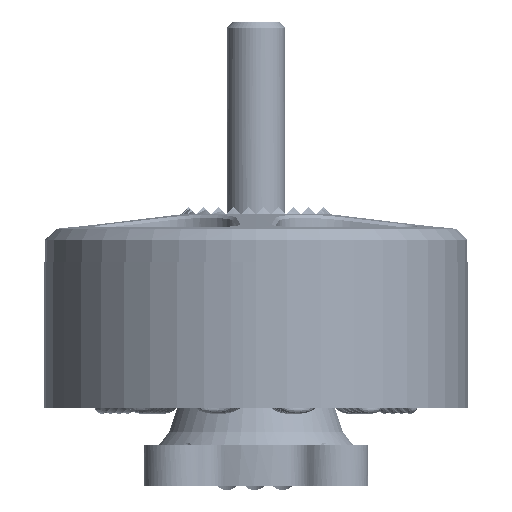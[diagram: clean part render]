
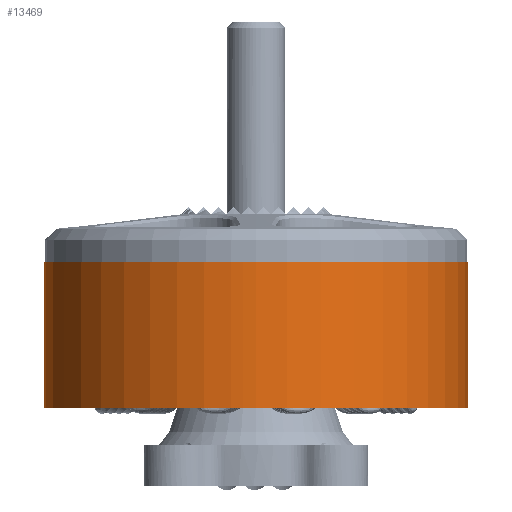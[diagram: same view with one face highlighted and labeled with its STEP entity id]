
A CAD part, front view. The second image highlights one B-rep face of the part: STEP entity #13469.
In plain terms, the highlighted free-form (B-spline) face has degree [2, 1] with [9, 2] control points.
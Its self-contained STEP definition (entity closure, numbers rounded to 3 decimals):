
#13450 = EDGE_CURVE('',#13451,#13451,#13453,.T.);
#13451 = VERTEX_POINT('',#13452);
#13452 = CARTESIAN_POINT('',(-4.05,-48.209,
    -87.));
#13453 = ( BOUNDED_CURVE() B_SPLINE_CURVE(2,(#13454,#13455,#13456,#13457
    ,#13458,#13459,#13460),.UNSPECIFIED.,.T.,.F.) 
B_SPLINE_CURVE_WITH_KNOTS((3,2,2,3),(4.712,6.807,
8.901,10.996),.PIECEWISE_BEZIER_KNOTS.) CURVE() 
GEOMETRIC_REPRESENTATION_ITEM() RATIONAL_B_SPLINE_CURVE((1.,0.5,1.,0.5,
1.,0.5,1.)) REPRESENTATION_ITEM('') );
#13454 = CARTESIAN_POINT('',(-4.05,-48.209,
    -87.));
#13455 = CARTESIAN_POINT('',(24.555,-48.209,
    -87.));
#13456 = CARTESIAN_POINT('',(10.253,-23.436,
    -87.));
#13457 = CARTESIAN_POINT('',(-4.05,1.336,
    -87.));
#13458 = CARTESIAN_POINT('',(-18.353,-23.436,
    -87.));
#13459 = CARTESIAN_POINT('',(-32.655,-48.209,
    -87.));
#13460 = CARTESIAN_POINT('',(-4.05,-48.209,
    -87.));
#13469 = ADVANCED_FACE('',(#13470),#13491,.T.);
#13470 = FACE_BOUND('',#13471,.T.);
#13471 = EDGE_LOOP('',(#13472,#13484,#13489,#13490));
#13472 = ORIENTED_EDGE('',*,*,#13473,.F.);
#13473 = EDGE_CURVE('',#13474,#13474,#13476,.T.);
#13474 = VERTEX_POINT('',#13475);
#13475 = CARTESIAN_POINT('',(-4.05,-48.209,
    -75.66));
#13476 = ( BOUNDED_CURVE() B_SPLINE_CURVE(2,(#13477,#13478,#13479,#13480
    ,#13481,#13482,#13483),.UNSPECIFIED.,.T.,.F.) 
B_SPLINE_CURVE_WITH_KNOTS((3,2,2,3),(4.712,6.807,
8.901,10.996),.PIECEWISE_BEZIER_KNOTS.) CURVE() 
GEOMETRIC_REPRESENTATION_ITEM() RATIONAL_B_SPLINE_CURVE((1.,0.5,1.,0.5,
1.,0.5,1.)) REPRESENTATION_ITEM('') );
#13477 = CARTESIAN_POINT('',(-4.05,-48.209,
    -75.66));
#13478 = CARTESIAN_POINT('',(24.555,-48.209,
    -75.66));
#13479 = CARTESIAN_POINT('',(10.253,-23.436,
    -75.66));
#13480 = CARTESIAN_POINT('',(-4.05,1.336,
    -75.66));
#13481 = CARTESIAN_POINT('',(-18.353,-23.436,
    -75.66));
#13482 = CARTESIAN_POINT('',(-32.655,-48.209,
    -75.66));
#13483 = CARTESIAN_POINT('',(-4.05,-48.209,
    -75.66));
#13484 = ORIENTED_EDGE('',*,*,#13485,.T.);
#13485 = EDGE_CURVE('',#13474,#13451,#13486,.T.);
#13486 = B_SPLINE_CURVE_WITH_KNOTS('',1,(#13487,#13488),.UNSPECIFIED.,
  .F.,.F.,(2,2),(-6.3,6.3),.PIECEWISE_BEZIER_KNOTS.);
#13487 = CARTESIAN_POINT('',(-4.05,-48.209,
    -75.66));
#13488 = CARTESIAN_POINT('',(-4.05,-48.209,
    -87.));
#13489 = ORIENTED_EDGE('',*,*,#13450,.T.);
#13490 = ORIENTED_EDGE('',*,*,#13485,.F.);
#13491 = ( BOUNDED_SURFACE() B_SPLINE_SURFACE(2,1,(
    (#13492,#13493)
    ,(#13494,#13495)
    ,(#13496,#13497)
    ,(#13498,#13499)
    ,(#13500,#13501)
    ,(#13502,#13503)
    ,(#13504,#13505)
    ,(#13506,#13507)
    ,(#13508,#13509
)),.UNSPECIFIED.,.T.,.F.,.F.) B_SPLINE_SURFACE_WITH_KNOTS((3,2,2,2,3),(2
    ,2),(-3.142,-2.094,0.,2.094,3.142)
,(-6.3,6.3),.UNSPECIFIED.) GEOMETRIC_REPRESENTATION_ITEM() 
RATIONAL_B_SPLINE_SURFACE((
    (0.75,0.75)
    ,(0.75,0.75)
    ,(1.,1.)
    ,(0.5,0.5)
    ,(1.,1.)
    ,(0.5,0.5)
    ,(1.,1.)
    ,(0.75,0.75)
,(0.75,0.75))) REPRESENTATION_ITEM('') SURFACE() );
#13492 = CARTESIAN_POINT('',(-4.05,-48.209,
    -87.));
#13493 = CARTESIAN_POINT('',(-4.05,-48.209,
    -75.66));
#13494 = CARTESIAN_POINT('',(5.485,-48.209,
    -87.));
#13495 = CARTESIAN_POINT('',(5.485,-48.209,
    -75.66));
#13496 = CARTESIAN_POINT('',(10.253,-39.952,
    -87.));
#13497 = CARTESIAN_POINT('',(10.253,-39.952,
    -75.66));
#13498 = CARTESIAN_POINT('',(24.555,-15.179,
    -87.));
#13499 = CARTESIAN_POINT('',(24.555,-15.179,
    -75.66));
#13500 = CARTESIAN_POINT('',(-4.05,-15.179,
    -87.));
#13501 = CARTESIAN_POINT('',(-4.05,-15.179,
    -75.66));
#13502 = CARTESIAN_POINT('',(-32.655,-15.179,
    -87.));
#13503 = CARTESIAN_POINT('',(-32.655,-15.179,
    -75.66));
#13504 = CARTESIAN_POINT('',(-18.353,-39.952,
    -87.));
#13505 = CARTESIAN_POINT('',(-18.353,-39.952,
    -75.66));
#13506 = CARTESIAN_POINT('',(-13.585,-48.209,
    -87.));
#13507 = CARTESIAN_POINT('',(-13.585,-48.209,
    -75.66));
#13508 = CARTESIAN_POINT('',(-4.05,-48.209,
    -87.));
#13509 = CARTESIAN_POINT('',(-4.05,-48.209,
    -75.66));
